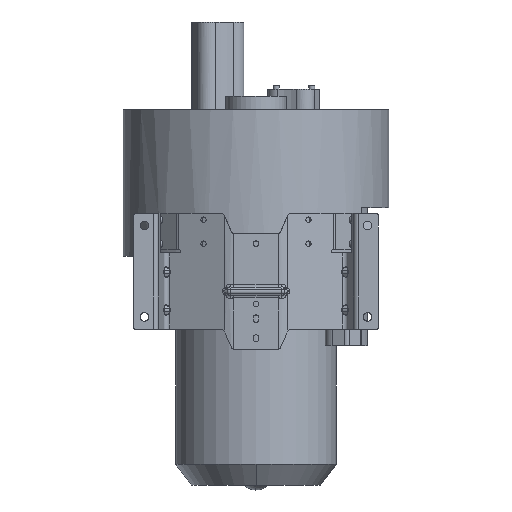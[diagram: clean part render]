
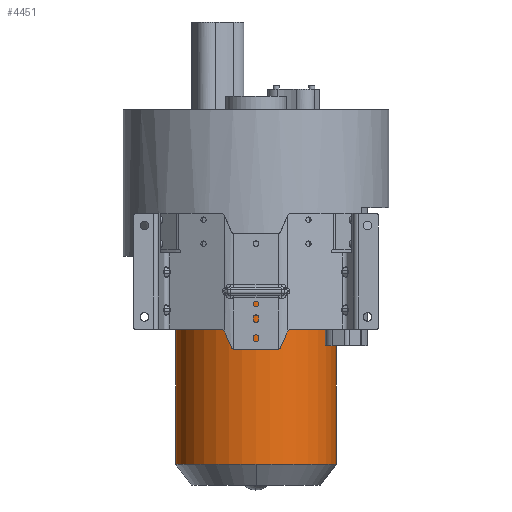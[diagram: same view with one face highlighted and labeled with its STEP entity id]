
A CAD part, front view. The second image highlights one B-rep face of the part: STEP entity #4451.
In plain terms, the highlighted cylindrical face has radius 133.5 mm (diameter 267 mm), a partial arc.
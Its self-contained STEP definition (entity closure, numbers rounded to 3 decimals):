
#310 = AXIS2_PLACEMENT_3D ( 'NONE', #26305, #14960, #27210 ) ;
#1068 = DIRECTION ( 'NONE',  ( 0., 0., -1. ) ) ;
#1081 = CIRCLE ( 'NONE', #15017, 133.5 ) ;
#2275 = CARTESIAN_POINT ( 'NONE',  ( 0., 0., -40.85 ) ) ;
#2465 = DIRECTION ( 'NONE',  ( 0., 0., -1. ) ) ;
#3584 = DIRECTION ( 'NONE',  ( 1., 0., 0. ) ) ;
#3796 = FACE_OUTER_BOUND ( 'NONE', #10292, .T. ) ;
#3851 = CARTESIAN_POINT ( 'NONE',  ( 133.5, 0., -386.25 ) ) ;
#3953 = CIRCLE ( 'NONE', #22002, 133.5 ) ;
#4451 = ADVANCED_FACE ( 'NONE', ( #3796 ), #23828, .T. ) ;
#4665 = CARTESIAN_POINT ( 'NONE',  ( -133.5, 0., -40.85 ) ) ;
#4995 = EDGE_CURVE ( 'NONE', #8604, #19094, #7256, .T. ) ;
#5806 = CARTESIAN_POINT ( 'NONE',  ( -133.5, 0., -386.25 ) ) ;
#6838 = CARTESIAN_POINT ( 'NONE',  ( 133.5, 0., -40.85 ) ) ;
#7044 = VECTOR ( 'NONE', #2465, 1000. ) ;
#7256 = LINE ( 'NONE', #4665, #9195 ) ;
#8527 = ORIENTED_EDGE ( 'NONE', *, *, #25173, .F. ) ;
#8604 = VERTEX_POINT ( 'NONE', #22887 ) ;
#9170 = AXIS2_PLACEMENT_3D ( 'NONE', #30778, #1068, #30939 ) ;
#9195 = VECTOR ( 'NONE', #15026, 1000. ) ;
#9584 = LINE ( 'NONE', #6838, #7044 ) ;
#10292 = EDGE_LOOP ( 'NONE', ( #17684, #29226, #31434, #15538, #8527 ) ) ;
#12130 = DIRECTION ( 'NONE',  ( 1., 0., 0. ) ) ;
#13732 = CARTESIAN_POINT ( 'NONE',  ( 0., -133.5, -386.25 ) ) ;
#14246 = CIRCLE ( 'NONE', #310, 133.5 ) ;
#14426 = DIRECTION ( 'NONE',  ( 0., 0., -1. ) ) ;
#14960 = DIRECTION ( 'NONE',  ( 0., 0., -1. ) ) ;
#15017 = AXIS2_PLACEMENT_3D ( 'NONE', #2275, #14426, #12130 ) ;
#15026 = DIRECTION ( 'NONE',  ( 0., 0., -1. ) ) ;
#15538 = ORIENTED_EDGE ( 'NONE', *, *, #15639, .F. ) ;
#15639 = EDGE_CURVE ( 'NONE', #19089, #19094, #14246, .T. ) ;
#16351 = DIRECTION ( 'NONE',  ( 0., 0., -1. ) ) ;
#17184 = VERTEX_POINT ( 'NONE', #3851 ) ;
#17684 = ORIENTED_EDGE ( 'NONE', *, *, #25030, .F. ) ;
#19089 = VERTEX_POINT ( 'NONE', #13732 ) ;
#19094 = VERTEX_POINT ( 'NONE', #5806 ) ;
#20246 = EDGE_CURVE ( 'NONE', #21904, #8604, #1081, .T. ) ;
#20717 = CARTESIAN_POINT ( 'NONE',  ( 133.5, 0., -40.85 ) ) ;
#21015 = CARTESIAN_POINT ( 'NONE',  ( 0., 0., -386.25 ) ) ;
#21904 = VERTEX_POINT ( 'NONE', #20717 ) ;
#22002 = AXIS2_PLACEMENT_3D ( 'NONE', #21015, #16351, #3584 ) ;
#22887 = CARTESIAN_POINT ( 'NONE',  ( -133.5, 0., -40.85 ) ) ;
#23828 = CYLINDRICAL_SURFACE ( 'NONE', #9170, 133.5 ) ;
#25030 = EDGE_CURVE ( 'NONE', #21904, #17184, #9584, .T. ) ;
#25173 = EDGE_CURVE ( 'NONE', #17184, #19089, #3953, .T. ) ;
#26305 = CARTESIAN_POINT ( 'NONE',  ( 0., 0., -386.25 ) ) ;
#27210 = DIRECTION ( 'NONE',  ( 1., 0., 0. ) ) ;
#29226 = ORIENTED_EDGE ( 'NONE', *, *, #20246, .T. ) ;
#30778 = CARTESIAN_POINT ( 'NONE',  ( 0., 0., -40.85 ) ) ;
#30939 = DIRECTION ( 'NONE',  ( -1., 0., 0. ) ) ;
#31434 = ORIENTED_EDGE ( 'NONE', *, *, #4995, .T. ) ;
